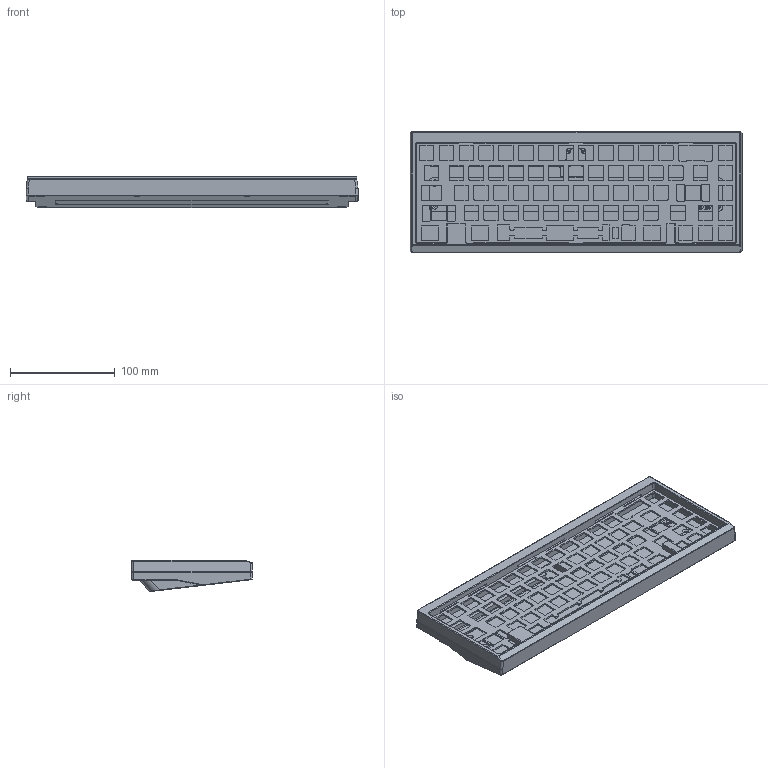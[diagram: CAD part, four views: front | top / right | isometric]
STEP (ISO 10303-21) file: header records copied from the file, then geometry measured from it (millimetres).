
FILE_DESCRIPTION(/* description */ (''),/* implementation_level */ '2;1');
FILE_NAME(/* name */ 'RoySauce 65 WKL.step',/* time_stamp */ '2022-10-05T19:25:46-07:00',/* author */ (''),/* organization */ (''),/* preprocessor_version */ 'ST-DEVELOPER v19',/* originating_system */ 'Autodesk Translation Framework v11.7.0.108',/* authorisation */ '');
FILE_SCHEMA (('AUTOMOTIVE_DESIGN { 1 0 10303 214 3 1 1 }'));
Length unit declared in the file: millimetre
Products named in the file (1): Universal 65
Bounding box: 317.25 x 115.4 x 29.68 mm (x, y, z)
Volume: 331689.7 mm3; surface area: 180468.5 mm2
Topology: 4 solids, 4 shells, 1287 faces, 3648 edges, 2405 vertices
Faces by surface type: plane 625, cylinder 559, bspline 81, cone 22
Full cylindrical faces by diameter (mm): 1.623 x4, 2.075 x8, 2.529 x4, 2.7 x8, 3.2 x4, 4.7 x8, 8.1 x4
Entity records: 43696 total; most frequent: CARTESIAN_POINT 9372, ORIENTED_EDGE 7296, DIRECTION 7022, EDGE_CURVE 3648, VERTEX_POINT 2405, LINE 2348, VECTOR 2348, AXIS2_PLACEMENT_3D 2337
